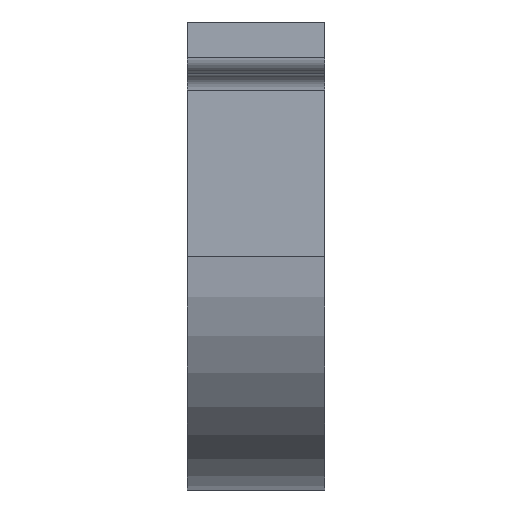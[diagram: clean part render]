
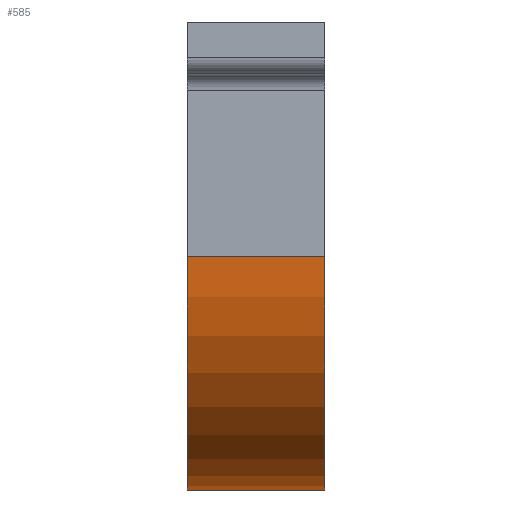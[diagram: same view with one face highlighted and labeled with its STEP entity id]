
A CAD part, left-side view. The second image highlights one B-rep face of the part: STEP entity #585.
In plain terms, the highlighted cylindrical face has radius 21.717 mm (diameter 43.434 mm), a partial arc.
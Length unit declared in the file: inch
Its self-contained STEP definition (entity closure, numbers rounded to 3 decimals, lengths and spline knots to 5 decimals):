
#2 = EDGE_CURVE ( 'NONE', #42, #204, #117, .T. ) ;
#4 = EDGE_CURVE ( 'NONE', #42, #527, #671, .T. ) ;
#10 = EDGE_CURVE ( 'NONE', #527, #490, #325, .T. ) ;
#16 = EDGE_CURVE ( 'NONE', #204, #490, #305, .T. ) ;
#24 = ORIENTED_EDGE ( 'NONE', *, *, #4, .T. ) ;
#42 = VERTEX_POINT ( 'NONE', #439 ) ;
#84 = ORIENTED_EDGE ( 'NONE', *, *, #2, .F. ) ;
#117 = CIRCLE ( 'NONE', #694, 0.855 ) ;
#139 = CARTESIAN_POINT ( 'NONE',  ( 0., 0.503, -0.855 ) ) ;
#150 = ORIENTED_EDGE ( 'NONE', *, *, #16, .F. ) ;
#204 = VERTEX_POINT ( 'NONE', #744 ) ;
#295 = DIRECTION ( 'NONE',  ( 0., 1., 0. ) ) ;
#304 = DIRECTION ( 'NONE',  ( 0., -1., 0. ) ) ;
#305 = LINE ( 'NONE', #645, #835 ) ;
#325 = CIRCLE ( 'NONE', #688, 0.855 ) ;
#361 = DIRECTION ( 'NONE',  ( 0., -1., 0. ) ) ;
#383 = DIRECTION ( 'NONE',  ( 0., -1., 0. ) ) ;
#436 = DIRECTION ( 'NONE',  ( 0., 0., 1. ) ) ;
#439 = CARTESIAN_POINT ( 'NONE',  ( 0., 0.503, -0.855 ) ) ;
#448 = CYLINDRICAL_SURFACE ( 'NONE', #460, 0.855 ) ;
#460 = AXIS2_PLACEMENT_3D ( 'NONE', #517, #383, #933 ) ;
#480 = VECTOR ( 'NONE', #304, 39.37008 ) ;
#490 = VERTEX_POINT ( 'NONE', #846 ) ;
#517 = CARTESIAN_POINT ( 'NONE',  ( 0., 0.503, 0. ) ) ;
#527 = VERTEX_POINT ( 'NONE', #927 ) ;
#558 = EDGE_LOOP ( 'NONE', ( #84, #24, #878, #150 ) ) ;
#574 = CARTESIAN_POINT ( 'NONE',  ( 0., 0., 0. ) ) ;
#585 = ADVANCED_FACE ( 'NONE', ( #698 ), #448, .T. ) ;
#645 = CARTESIAN_POINT ( 'NONE',  ( -0.855, 0.503, 0. ) ) ;
#671 = LINE ( 'NONE', #139, #480 ) ;
#688 = AXIS2_PLACEMENT_3D ( 'NONE', #574, #784, #436 ) ;
#694 = AXIS2_PLACEMENT_3D ( 'NONE', #716, #295, #852 ) ;
#698 = FACE_OUTER_BOUND ( 'NONE', #558, .T. ) ;
#716 = CARTESIAN_POINT ( 'NONE',  ( 0., 0.503, 0. ) ) ;
#744 = CARTESIAN_POINT ( 'NONE',  ( -0.855, 0.503, 0. ) ) ;
#784 = DIRECTION ( 'NONE',  ( 0., 1., 0. ) ) ;
#835 = VECTOR ( 'NONE', #361, 39.37008 ) ;
#846 = CARTESIAN_POINT ( 'NONE',  ( -0.855, 0., 0. ) ) ;
#852 = DIRECTION ( 'NONE',  ( 0., 0., 1. ) ) ;
#878 = ORIENTED_EDGE ( 'NONE', *, *, #10, .T. ) ;
#927 = CARTESIAN_POINT ( 'NONE',  ( 0., 0., -0.855 ) ) ;
#933 = DIRECTION ( 'NONE',  ( 0., 0., -1. ) ) ;
